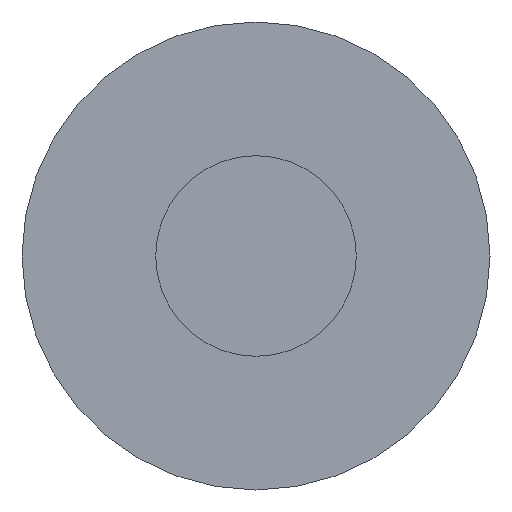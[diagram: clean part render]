
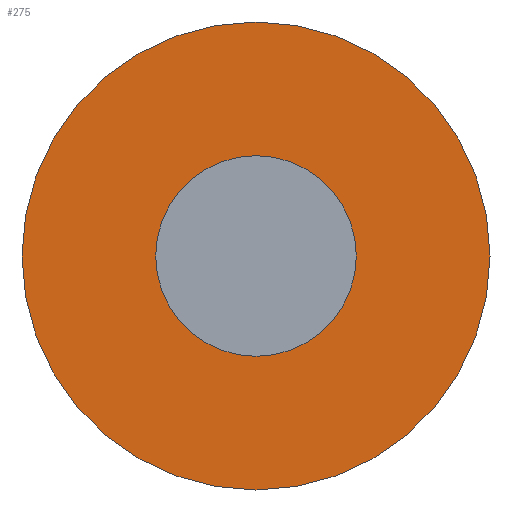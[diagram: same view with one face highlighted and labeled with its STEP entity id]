
A CAD part, left-side view. The second image highlights one B-rep face of the part: STEP entity #275.
In plain terms, the highlighted planar face has unit normal (-1, 0, 0).
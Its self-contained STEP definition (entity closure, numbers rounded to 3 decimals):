
#6 = ORIENTED_EDGE ( 'NONE', *, *, #103, .T. ) ;
#9 = CARTESIAN_POINT ( 'NONE',  ( 12., 0., -3. ) ) ;
#38 = FACE_BOUND ( 'NONE', #310, .T. ) ;
#40 = CIRCLE ( 'NONE', #245, 3. ) ;
#46 = ORIENTED_EDGE ( 'NONE', *, *, #63, .T. ) ;
#47 = DIRECTION ( 'NONE',  ( 0., 0., -1. ) ) ;
#50 = DIRECTION ( 'NONE',  ( -1., 0., 0. ) ) ;
#63 = EDGE_CURVE ( 'NONE', #256, #173, #233, .T. ) ;
#68 = ORIENTED_EDGE ( 'NONE', *, *, #174, .F. ) ;
#72 = VERTEX_POINT ( 'NONE', #9 ) ;
#81 = CARTESIAN_POINT ( 'NONE',  ( 12., 3., 0. ) ) ;
#84 = AXIS2_PLACEMENT_3D ( 'NONE', #248, #116, #350 ) ;
#88 = CARTESIAN_POINT ( 'NONE',  ( 12., 0., 0. ) ) ;
#89 = DIRECTION ( 'NONE',  ( 0., 0., 1. ) ) ;
#96 = AXIS2_PLACEMENT_3D ( 'NONE', #171, #356, #146 ) ;
#103 = EDGE_CURVE ( 'NONE', #173, #256, #279, .T. ) ;
#109 = AXIS2_PLACEMENT_3D ( 'NONE', #137, #160, #340 ) ;
#113 = EDGE_CURVE ( 'NONE', #72, #380, #40, .T. ) ;
#116 = DIRECTION ( 'NONE',  ( -1., 0., 0. ) ) ;
#137 = CARTESIAN_POINT ( 'NONE',  ( 12., 0., 0. ) ) ;
#146 = DIRECTION ( 'NONE',  ( 0., 0., 1. ) ) ;
#151 = CIRCLE ( 'NONE', #109, 3. ) ;
#160 = DIRECTION ( 'NONE',  ( -1., 0., 0. ) ) ;
#171 = CARTESIAN_POINT ( 'NONE',  ( 12., 0., 0. ) ) ;
#173 = VERTEX_POINT ( 'NONE', #307 ) ;
#174 = EDGE_CURVE ( 'NONE', #380, #72, #151, .T. ) ;
#178 = AXIS2_PLACEMENT_3D ( 'NONE', #81, #283, #47 ) ;
#233 = CIRCLE ( 'NONE', #84, 7. ) ;
#234 = EDGE_LOOP ( 'NONE', ( #46, #6 ) ) ;
#240 = ORIENTED_EDGE ( 'NONE', *, *, #113, .F. ) ;
#245 = AXIS2_PLACEMENT_3D ( 'NONE', #88, #50, #89 ) ;
#248 = CARTESIAN_POINT ( 'NONE',  ( 12., 0., 0. ) ) ;
#256 = VERTEX_POINT ( 'NONE', #277 ) ;
#275 = ADVANCED_FACE ( 'NONE', ( #38, #357 ), #281, .F. ) ;
#277 = CARTESIAN_POINT ( 'NONE',  ( 12., 0., 7. ) ) ;
#279 = CIRCLE ( 'NONE', #96, 7. ) ;
#281 = PLANE ( 'NONE',  #178 ) ;
#283 = DIRECTION ( 'NONE',  ( 1., 0., 0. ) ) ;
#307 = CARTESIAN_POINT ( 'NONE',  ( 12., 0., -7. ) ) ;
#310 = EDGE_LOOP ( 'NONE', ( #68, #240 ) ) ;
#340 = DIRECTION ( 'NONE',  ( 0., 0., 1. ) ) ;
#348 = CARTESIAN_POINT ( 'NONE',  ( 12., 0., 3. ) ) ;
#350 = DIRECTION ( 'NONE',  ( 0., 0., 1. ) ) ;
#356 = DIRECTION ( 'NONE',  ( -1., 0., 0. ) ) ;
#357 = FACE_OUTER_BOUND ( 'NONE', #234, .T. ) ;
#380 = VERTEX_POINT ( 'NONE', #348 ) ;
